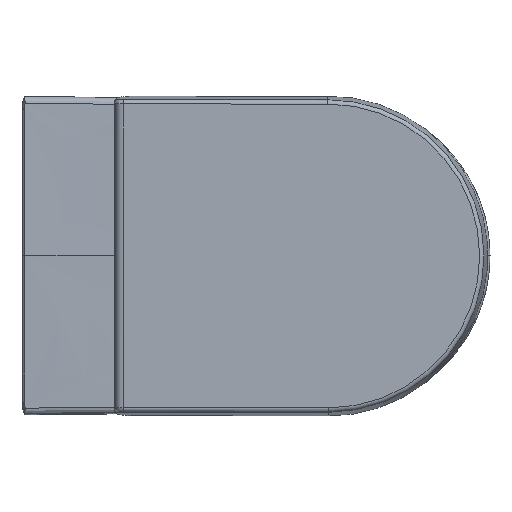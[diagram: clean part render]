
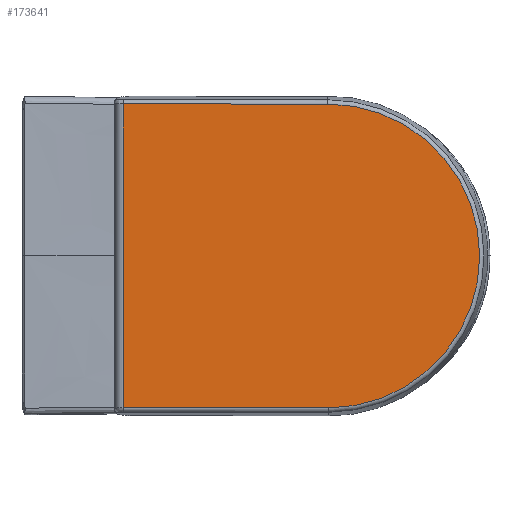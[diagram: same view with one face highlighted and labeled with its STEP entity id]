
A CAD part, top view. The second image highlights one B-rep face of the part: STEP entity #173641.
In plain terms, the highlighted planar face has unit normal (0, 0, 1).
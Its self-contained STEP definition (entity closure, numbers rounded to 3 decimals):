
#173072=CARTESIAN_POINT('',(31.768,3.631,42.0));
#173073=VERTEX_POINT('',#173072);
#173100=CARTESIAN_POINT('',(33.017,-347.517,42.0));
#173101=VERTEX_POINT('',#173100);
#173109=CARTESIAN_POINT('',(33.018,-171.941,42.0));
#173110=DIRECTION('',(0.0,0.0,-1.0));
#173111=DIRECTION('',(-0.994,-0.111,0.0));
#173112=AXIS2_PLACEMENT_3D('',#173109,#173110,#173111);
#173113=CIRCLE('',#173112,175.576);
#173114=EDGE_CURVE('',#173101,#173073,#173113,.T.);
#173126=CARTESIAN_POINT('',(269.358,-347.519,42.0));
#173127=VERTEX_POINT('',#173126);
#173135=CARTESIAN_POINT('',(269.358,-347.519,42.0));
#173136=DIRECTION('',(-1.,0.,0.0));
#173137=VECTOR('',#173136,236.341);
#173138=LINE('',#173135,#173137);
#173139=EDGE_CURVE('',#173127,#173101,#173138,.T.);
#173393=CARTESIAN_POINT('',(269.36,3.63,42.0));
#173394=VERTEX_POINT('',#173393);
#173395=CARTESIAN_POINT('',(31.768,3.631,42.0));
#173396=DIRECTION('',(1.,0.,0.0));
#173397=VECTOR('',#173396,237.591);
#173398=LINE('',#173395,#173397);
#173399=EDGE_CURVE('',#173073,#173394,#173398,.T.);
#173621=CARTESIAN_POINT('',(269.36,3.63,42.0));
#173622=DIRECTION('',(0.,-1.,0.0));
#173623=VECTOR('',#173622,351.148);
#173624=LINE('',#173621,#173623);
#173625=EDGE_CURVE('',#173394,#173127,#173624,.T.);
#173630=CARTESIAN_POINT('',(95.404,-171.927,42.0));
#173631=DIRECTION('',(0.0,0.0,1.0));
#173632=DIRECTION('',(1.0,0.0,0.0));
#173633=AXIS2_PLACEMENT_3D('',#173630,#173631,#173632);
#173634=PLANE('',#173633);
#173635=ORIENTED_EDGE('',*,*,#173139,.F.);
#173636=ORIENTED_EDGE('',*,*,#173625,.F.);
#173637=ORIENTED_EDGE('',*,*,#173399,.F.);
#173638=ORIENTED_EDGE('',*,*,#173114,.F.);
#173639=EDGE_LOOP('',(#173635,#173636,#173637,#173638));
#173640=FACE_OUTER_BOUND('',#173639,.T.);
#173641=ADVANCED_FACE('',(#173640),#173634,.T.);
